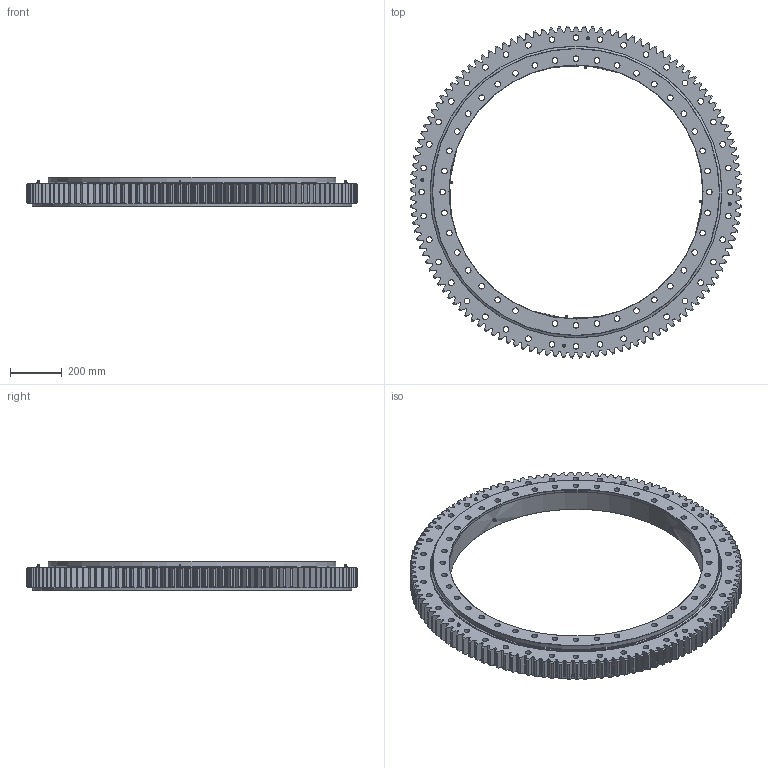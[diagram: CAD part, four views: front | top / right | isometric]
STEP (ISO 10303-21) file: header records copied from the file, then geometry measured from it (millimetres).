
FILE_DESCRIPTION (( 'STEP AP214' ), '1' );
FILE_NAME ('E.1289.32.15.D.1.STEP', '2017-05-26T09:48:56', ( '' ), ( '' ), 'SwSTEP 2.0', 'SolidWorks 2015', '' );
FILE_SCHEMA (( 'AUTOMOTIVE_DESIGN' ));
Length unit declared in the file: millimetre
Products named in the file (7): Grease nipple M10x1mm; C.1289.B32B.C1N.1 - OR Seal; C.1289.B32B.C1N.1 - IR Seal; Ball D32; C.1289.B32B.C1N.1 - OR; C.1289.B32B.C1N.1 - IR; E.1289.32.15.D.1
Assembly tree (106 placements, depth 2):
  E.1289.32.15.D.1
    C.1289.B32B.C1N.1 - IR
    C.1289.B32B.C1N.1 - OR
    Ball D32  x94
    C.1289.B32B.C1N.1 - IR Seal
    C.1289.B32B.C1N.1 - OR Seal
    Grease nipple M10x1mm  x8
Bounding box: 1289.47 x 1289.38 x 114 mm (x, y, z)
Volume: 41166037.9 mm3; surface area: 3781882.7 mm2
Topology: 106 solids, 106 shells, 1738 faces, 4925 edges, 3235 vertices
Faces by surface type: bspline 625, cone 381, plane 354, cylinder 257, sphere 94, torus 27
Full cylindrical faces by diameter (mm): 3 x8, 5 x12, 9 x8, 10 x8, 22 x79, 984 x1, 985 x1, 1102 x2, 1113 x1, 1116 x4, 1119 x1, 1130 x2, 1240 x1
Entity records: 52654 total; most frequent: CARTESIAN_POINT 18184, ORIENTED_EDGE 8158, DIRECTION 4912, EDGE_CURVE 4079, VERTEX_POINT 2799, B_SPLINE_CURVE_WITH_KNOTS 1794, EDGE_LOOP 1788, AXIS2_PLACEMENT_3D 1703
